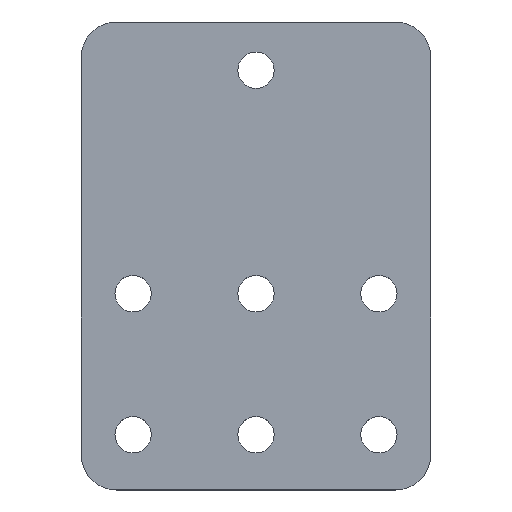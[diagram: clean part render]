
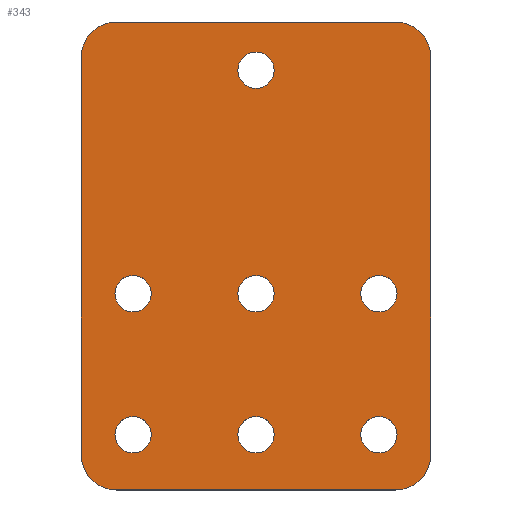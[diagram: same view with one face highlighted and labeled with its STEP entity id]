
A CAD part, top view. The second image highlights one B-rep face of the part: STEP entity #343.
In plain terms, the highlighted planar face has unit normal (0, 0, 1).
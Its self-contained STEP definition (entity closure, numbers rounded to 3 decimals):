
#22=FACE_BOUND('',#76,.T.);
#23=FACE_BOUND('',#77,.T.);
#24=FACE_BOUND('',#78,.T.);
#25=FACE_BOUND('',#79,.T.);
#26=FACE_BOUND('',#80,.T.);
#27=FACE_BOUND('',#81,.T.);
#28=FACE_BOUND('',#82,.T.);
#34=PLANE('',#405);
#51=FACE_OUTER_BOUND('',#75,.T.);
#75=EDGE_LOOP('',(#301,#302,#303,#304,#305,#306,#307,#308));
#76=EDGE_LOOP('',(#309));
#77=EDGE_LOOP('',(#310));
#78=EDGE_LOOP('',(#311));
#79=EDGE_LOOP('',(#312));
#80=EDGE_LOOP('',(#313));
#81=EDGE_LOOP('',(#314));
#82=EDGE_LOOP('',(#315));
#87=LINE('',#524,#110);
#93=LINE('',#559,#116);
#104=LINE('',#598,#127);
#105=LINE('',#600,#128);
#110=VECTOR('',#420,10.);
#116=VECTOR('',#454,10.);
#127=VECTOR('',#503,10.);
#128=VECTOR('',#506,10.);
#129=CIRCLE('',#368,5.);
#141=CIRCLE('',#383,5.);
#142=CIRCLE('',#386,5.);
#143=CIRCLE('',#388,5.);
#144=CIRCLE('',#390,2.6);
#145=CIRCLE('',#392,2.6);
#146=CIRCLE('',#394,2.6);
#147=CIRCLE('',#396,2.6);
#148=CIRCLE('',#398,2.6);
#149=CIRCLE('',#400,2.6);
#150=CIRCLE('',#402,2.6);
#151=VERTEX_POINT('',#511);
#152=VERTEX_POINT('',#512);
#156=VERTEX_POINT('',#522);
#169=VERTEX_POINT('',#552);
#170=VERTEX_POINT('',#553);
#171=VERTEX_POINT('',#558);
#172=VERTEX_POINT('',#562);
#173=VERTEX_POINT('',#566);
#174=VERTEX_POINT('',#570);
#175=VERTEX_POINT('',#574);
#176=VERTEX_POINT('',#578);
#177=VERTEX_POINT('',#582);
#178=VERTEX_POINT('',#586);
#179=VERTEX_POINT('',#590);
#180=VERTEX_POINT('',#594);
#181=EDGE_CURVE('',#151,#152,#129,.T.);
#187=EDGE_CURVE('',#151,#156,#87,.T.);
#201=EDGE_CURVE('',#169,#170,#141,.T.);
#204=EDGE_CURVE('',#171,#170,#93,.T.);
#206=EDGE_CURVE('',#171,#172,#142,.T.);
#208=EDGE_CURVE('',#173,#156,#143,.T.);
#210=EDGE_CURVE('',#174,#174,#144,.T.);
#212=EDGE_CURVE('',#175,#175,#145,.T.);
#214=EDGE_CURVE('',#176,#176,#146,.T.);
#216=EDGE_CURVE('',#177,#177,#147,.T.);
#218=EDGE_CURVE('',#178,#178,#148,.T.);
#220=EDGE_CURVE('',#179,#179,#149,.T.);
#222=EDGE_CURVE('',#180,#180,#150,.T.);
#224=EDGE_CURVE('',#173,#172,#104,.T.);
#225=EDGE_CURVE('',#169,#152,#105,.T.);
#301=ORIENTED_EDGE('',*,*,#181,.F.);
#302=ORIENTED_EDGE('',*,*,#187,.T.);
#303=ORIENTED_EDGE('',*,*,#208,.F.);
#304=ORIENTED_EDGE('',*,*,#224,.T.);
#305=ORIENTED_EDGE('',*,*,#206,.F.);
#306=ORIENTED_EDGE('',*,*,#204,.T.);
#307=ORIENTED_EDGE('',*,*,#201,.F.);
#308=ORIENTED_EDGE('',*,*,#225,.T.);
#309=ORIENTED_EDGE('',*,*,#222,.T.);
#310=ORIENTED_EDGE('',*,*,#220,.T.);
#311=ORIENTED_EDGE('',*,*,#218,.T.);
#312=ORIENTED_EDGE('',*,*,#216,.T.);
#313=ORIENTED_EDGE('',*,*,#214,.T.);
#314=ORIENTED_EDGE('',*,*,#212,.T.);
#315=ORIENTED_EDGE('',*,*,#210,.T.);
#343=ADVANCED_FACE('',(#51,#22,#23,#24,#25,#26,#27,#28),#34,.T.);
#368=AXIS2_PLACEMENT_3D('',#513,#410,#411);
#383=AXIS2_PLACEMENT_3D('',#554,#448,#449);
#386=AXIS2_PLACEMENT_3D('',#563,#458,#459);
#388=AXIS2_PLACEMENT_3D('',#567,#463,#464);
#390=AXIS2_PLACEMENT_3D('',#571,#468,#469);
#392=AXIS2_PLACEMENT_3D('',#575,#473,#474);
#394=AXIS2_PLACEMENT_3D('',#579,#478,#479);
#396=AXIS2_PLACEMENT_3D('',#583,#483,#484);
#398=AXIS2_PLACEMENT_3D('',#587,#488,#489);
#400=AXIS2_PLACEMENT_3D('',#591,#493,#494);
#402=AXIS2_PLACEMENT_3D('',#595,#498,#499);
#405=AXIS2_PLACEMENT_3D('',#601,#507,#508);
#410=DIRECTION('center_axis',(0.,0.,-1.));
#411=DIRECTION('ref_axis',(-0.707,-0.707,0.));
#420=DIRECTION('',(1.,0.,0.));
#448=DIRECTION('center_axis',(0.,0.,-1.));
#449=DIRECTION('ref_axis',(-0.707,0.707,0.));
#454=DIRECTION('',(-1.,0.,0.));
#458=DIRECTION('center_axis',(0.,0.,-1.));
#459=DIRECTION('ref_axis',(0.707,0.707,0.));
#463=DIRECTION('center_axis',(0.,0.,-1.));
#464=DIRECTION('ref_axis',(0.707,-0.707,0.));
#468=DIRECTION('center_axis',(0.,0.,-1.));
#469=DIRECTION('ref_axis',(-1.,0.,0.));
#473=DIRECTION('center_axis',(0.,0.,-1.));
#474=DIRECTION('ref_axis',(-1.,0.,0.));
#478=DIRECTION('center_axis',(0.,0.,-1.));
#479=DIRECTION('ref_axis',(-1.,0.,0.));
#483=DIRECTION('center_axis',(0.,0.,-1.));
#484=DIRECTION('ref_axis',(-1.,0.,0.));
#488=DIRECTION('center_axis',(0.,0.,-1.));
#489=DIRECTION('ref_axis',(-1.,0.,0.));
#493=DIRECTION('center_axis',(0.,0.,-1.));
#494=DIRECTION('ref_axis',(-1.,0.,0.));
#498=DIRECTION('center_axis',(0.,0.,-1.));
#499=DIRECTION('ref_axis',(-1.,0.,0.));
#503=DIRECTION('',(0.,1.,0.));
#506=DIRECTION('',(0.,-1.,0.));
#507=DIRECTION('center_axis',(0.,0.,1.));
#508=DIRECTION('ref_axis',(1.,0.,0.));
#511=CARTESIAN_POINT('',(-20.,-33.5,3.));
#512=CARTESIAN_POINT('',(-25.,-28.5,3.));
#513=CARTESIAN_POINT('Origin',(-20.,-28.5,3.));
#522=CARTESIAN_POINT('',(20.,-33.5,3.));
#524=CARTESIAN_POINT('',(-25.,-33.5,3.));
#552=CARTESIAN_POINT('',(-25.,28.5,3.));
#553=CARTESIAN_POINT('',(-20.,33.5,3.));
#554=CARTESIAN_POINT('Origin',(-20.,28.5,3.));
#558=CARTESIAN_POINT('',(20.,33.5,3.));
#559=CARTESIAN_POINT('',(25.,33.5,3.));
#562=CARTESIAN_POINT('',(25.,28.5,3.));
#563=CARTESIAN_POINT('Origin',(20.,28.5,3.));
#566=CARTESIAN_POINT('',(25.,-28.5,3.));
#567=CARTESIAN_POINT('Origin',(20.,-28.5,3.));
#570=CARTESIAN_POINT('',(20.2,-25.6,3.));
#571=CARTESIAN_POINT('Origin',(17.6,-25.6,3.));
#574=CARTESIAN_POINT('',(-15.,-25.6,3.));
#575=CARTESIAN_POINT('Origin',(-17.6,-25.6,3.));
#578=CARTESIAN_POINT('',(2.6,-25.6,3.));
#579=CARTESIAN_POINT('Origin',(0.,-25.6,3.));
#582=CARTESIAN_POINT('',(-15.,-5.4,3.));
#583=CARTESIAN_POINT('Origin',(-17.6,-5.4,3.));
#586=CARTESIAN_POINT('',(2.6,-5.4,3.));
#587=CARTESIAN_POINT('Origin',(0.,-5.4,3.));
#590=CARTESIAN_POINT('',(2.6,26.6,3.));
#591=CARTESIAN_POINT('Origin',(0.,26.6,3.));
#594=CARTESIAN_POINT('',(20.2,-5.4,3.));
#595=CARTESIAN_POINT('Origin',(17.6,-5.4,3.));
#598=CARTESIAN_POINT('',(25.,-33.5,3.));
#600=CARTESIAN_POINT('',(-25.,33.5,3.));
#601=CARTESIAN_POINT('Origin',(0.,0.,
3.));
